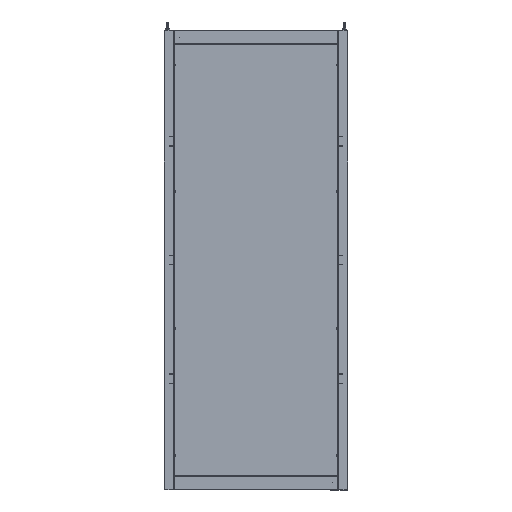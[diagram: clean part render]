
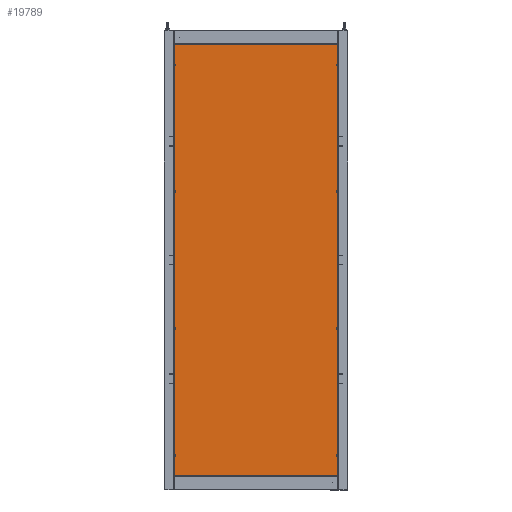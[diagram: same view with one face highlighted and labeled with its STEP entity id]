
A CAD part, top view. The second image highlights one B-rep face of the part: STEP entity #19789.
In plain terms, the highlighted planar face has unit normal (0, 0, 1).
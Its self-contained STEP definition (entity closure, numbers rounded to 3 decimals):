
#1832 = VERTEX_POINT ( 'NONE', #3018 ) ;
#3018 = CARTESIAN_POINT ( 'NONE',  ( 708., 1876., 0. ) ) ;
#3149 = DIRECTION ( 'NONE',  ( 0., -1., 0. ) ) ;
#6338 = CARTESIAN_POINT ( 'NONE',  ( 2., 1876., 0. ) ) ;
#10915 = DIRECTION ( 'NONE',  ( -1., 0., 0. ) ) ;
#10994 = DIRECTION ( 'NONE',  ( 0., 1., 0. ) ) ;
#13111 = CARTESIAN_POINT ( 'NONE',  ( 708.859, 2., 0. ) ) ;
#14050 = AXIS2_PLACEMENT_3D ( 'NONE', #41749, #50400, #10915 ) ;
#14180 = LINE ( 'NONE', #27418, #40035 ) ;
#15570 = LINE ( 'NONE', #33156, #29299 ) ;
#15894 = VERTEX_POINT ( 'NONE', #16740 ) ;
#16740 = CARTESIAN_POINT ( 'NONE',  ( 2., 2., 0. ) ) ;
#16970 = VECTOR ( 'NONE', #35303, 1000. ) ;
#17170 = VERTEX_POINT ( 'NONE', #6338 ) ;
#19267 = FACE_OUTER_BOUND ( 'NONE', #22143, .T. ) ;
#19789 = ADVANCED_FACE ( 'NONE', ( #19267 ), #46355, .F. ) ;
#20584 = DIRECTION ( 'NONE',  ( 1., 0., 0. ) ) ;
#21088 = VERTEX_POINT ( 'NONE', #30970 ) ;
#22143 = EDGE_LOOP ( 'NONE', ( #25094, #29636, #52425, #39116 ) ) ;
#25094 = ORIENTED_EDGE ( 'NONE', *, *, #35882, .F. ) ;
#27418 = CARTESIAN_POINT ( 'NONE',  ( 2., 1.141, 0. ) ) ;
#29299 = VECTOR ( 'NONE', #3149, 1000. ) ;
#29636 = ORIENTED_EDGE ( 'NONE', *, *, #48061, .F. ) ;
#30970 = CARTESIAN_POINT ( 'NONE',  ( 708., 2., 0. ) ) ;
#33156 = CARTESIAN_POINT ( 'NONE',  ( 708., 1876.859, 0. ) ) ;
#35303 = DIRECTION ( 'NONE',  ( -1., 0., 0. ) ) ;
#35882 = EDGE_CURVE ( 'NONE', #21088, #15894, #48579, .T. ) ;
#37803 = EDGE_CURVE ( 'NONE', #15894, #17170, #14180, .T. ) ;
#38737 = CARTESIAN_POINT ( 'NONE',  ( 1.141, 1876., 0. ) ) ;
#39116 = ORIENTED_EDGE ( 'NONE', *, *, #37803, .F. ) ;
#40035 = VECTOR ( 'NONE', #10994, 1000. ) ;
#41749 = CARTESIAN_POINT ( 'NONE',  ( 0., 0., 0. ) ) ;
#46355 = PLANE ( 'NONE',  #14050 ) ;
#48061 = EDGE_CURVE ( 'NONE', #1832, #21088, #15570, .T. ) ;
#48579 = LINE ( 'NONE', #13111, #16970 ) ;
#50400 = DIRECTION ( 'NONE',  ( 0., 0., -1. ) ) ;
#51305 = VECTOR ( 'NONE', #20584, 1000. ) ;
#52425 = ORIENTED_EDGE ( 'NONE', *, *, #55371, .F. ) ;
#55371 = EDGE_CURVE ( 'NONE', #17170, #1832, #55471, .T. ) ;
#55471 = LINE ( 'NONE', #38737, #51305 ) ;
